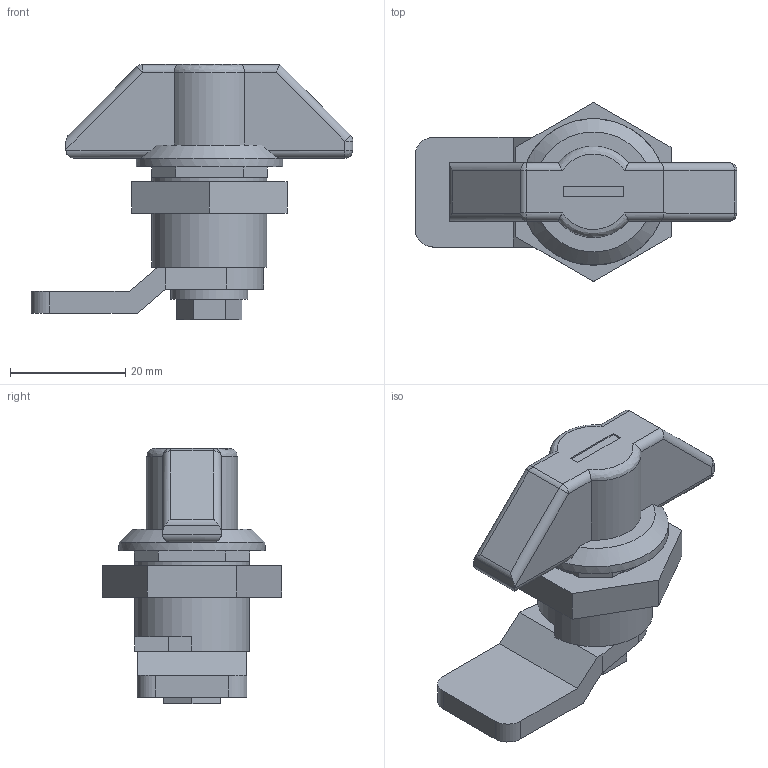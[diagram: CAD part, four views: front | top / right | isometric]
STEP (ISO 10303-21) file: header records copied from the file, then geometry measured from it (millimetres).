
FILE_DESCRIPTION (( 'STEP AP214' ), '1' );
FILE_NAME ('2WKL.STEP', '2019-07-26T20:14:14', ( '' ), ( '' ), 'SwSTEP 2.0', 'SolidWorks 2018', '' );
FILE_SCHEMA (( 'AUTOMOTIVE_DESIGN' ));
Length unit declared in the file: inch
Products named in the file (1): 2WKL
Bounding box: 55.83 x 31.09 x 44.25 mm (x, y, z)
Volume: 18601.8 mm3; surface area: 8431.4 mm2
Topology: 4 solids, 4 shells, 111 faces, 264 edges, 162 vertices
Faces by surface type: plane 70, cylinder 30, bspline 8, cone 3
Full cylindrical faces by diameter (mm): 5.893 x2, 13.335 x1, 19.939 x2, 25.4 x1
Entity records: 4795 total; most frequent: CARTESIAN_POINT 825, ORIENTED_EDGE 502, DIRECTION 483, EDGE_CURVE 251, VECTOR 183, LINE 183, VERTEX_POINT 160, AXIS2_PLACEMENT_3D 150
